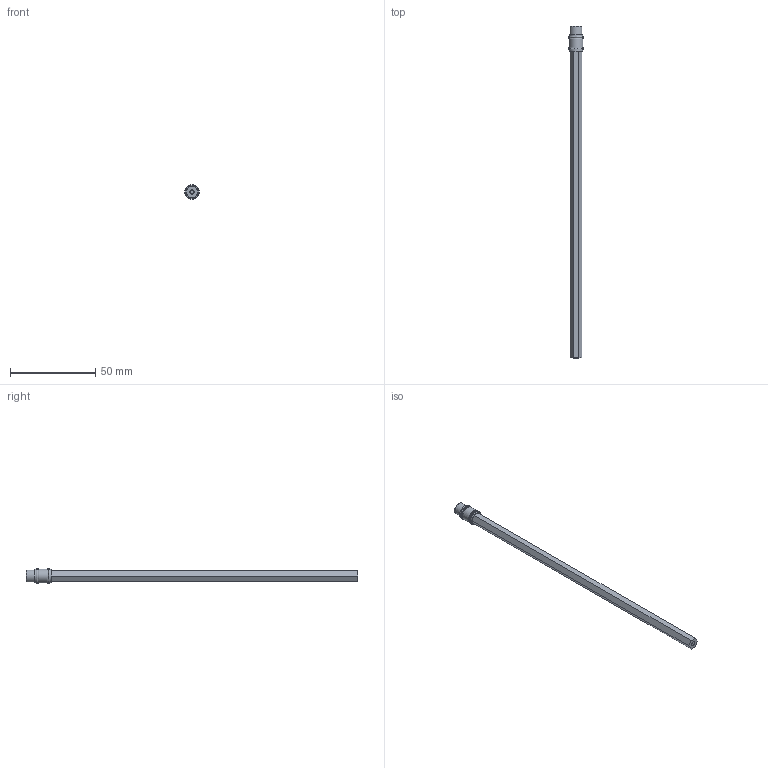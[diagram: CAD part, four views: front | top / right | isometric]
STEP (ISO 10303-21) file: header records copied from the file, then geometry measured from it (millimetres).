
FILE_DESCRIPTION(('HOOPS Exchange Step'),'2;1');
FILE_NAME('Monica''s infamous pencil.STP','2020-04-20T22:26:35+20:00',('kelgawly'),('None'),'HOOPS Exchange 2019.0','SOLIDWORKS MBD','None');
FILE_SCHEMA( ('AP242_MANAGED_MODEL_BASED_3D_ENGINEERING_MIM_LF {1 0 10303 442 1 1 4 }') );
Length unit declared in the file: millimetre
Products named in the file (1): Default
Bounding box: 8.6 x 195 x 8.6 mm (x, y, z)
Volume: 6293.9 mm3; surface area: 7702.2 mm2
Topology: 4 solids, 4 shells, 48 faces, 96 edges, 56 vertices
Faces by surface type: torus 25, plane 14, cylinder 9
Full cylindrical faces by diameter (mm): 2.5 x2, 7 x1, 7.2 x3, 7.982 x1, 8.2 x2
Entity records: 1300 total; most frequent: DIRECTION 269, CARTESIAN_POINT 205, ORIENTED_EDGE 192, AXIS2_PLACEMENT_3D 121, EDGE_CURVE 96, CIRCLE 69, VERTEX_POINT 56, EDGE_LOOP 52
